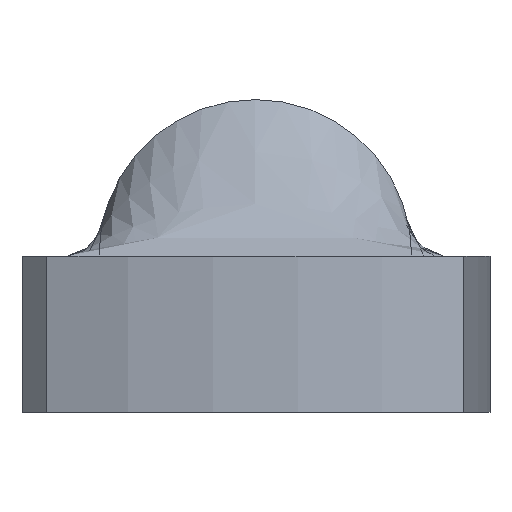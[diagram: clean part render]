
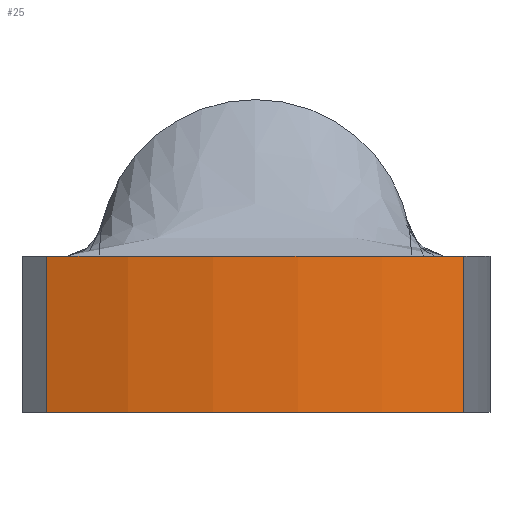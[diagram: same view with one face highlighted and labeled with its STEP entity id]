
A CAD part, front view. The second image highlights one B-rep face of the part: STEP entity #25.
In plain terms, the highlighted cylindrical face has radius 11 mm (diameter 22 mm), a partial arc.
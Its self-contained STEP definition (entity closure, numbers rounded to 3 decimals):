
#23 = DIRECTION ( 'NONE',  ( -1., 0., 0. ) ) ;
#25 = ADVANCED_FACE ( 'NONE', ( #672 ), #878, .T. ) ;
#61 = CARTESIAN_POINT ( 'NONE',  ( 4., -1006.247, 0. ) ) ;
#104 = VERTEX_POINT ( 'NONE', #643 ) ;
#146 = DIRECTION ( 'NONE',  ( 0., 0., 1. ) ) ;
#183 = CARTESIAN_POINT ( 'NONE',  ( 0., -996., -3. ) ) ;
#207 = DIRECTION ( 'NONE',  ( -1., 0., 0. ) ) ;
#220 = CARTESIAN_POINT ( 'NONE',  ( 0., -996., 0. ) ) ;
#242 = CARTESIAN_POINT ( 'NONE',  ( 4., -1006.247, -3. ) ) ;
#283 = CIRCLE ( 'NONE', #1032, 11. ) ;
#306 = AXIS2_PLACEMENT_3D ( 'NONE', #910, #477, #462 ) ;
#349 = VERTEX_POINT ( 'NONE', #242 ) ;
#361 = ORIENTED_EDGE ( 'NONE', *, *, #766, .F. ) ;
#455 = ORIENTED_EDGE ( 'NONE', *, *, #1104, .F. ) ;
#462 = DIRECTION ( 'NONE',  ( 1., 0., 0. ) ) ;
#477 = DIRECTION ( 'NONE',  ( 0., 0., 1. ) ) ;
#487 = EDGE_LOOP ( 'NONE', ( #1015, #361, #455, #790 ) ) ;
#533 = VERTEX_POINT ( 'NONE', #758 ) ;
#554 = EDGE_CURVE ( 'NONE', #349, #949, #815, .T. ) ;
#569 = CARTESIAN_POINT ( 'NONE',  ( 4., -1006.247, -3. ) ) ;
#602 = VECTOR ( 'NONE', #899, 1000. ) ;
#630 = CARTESIAN_POINT ( 'NONE',  ( -4., -1006.247, -3. ) ) ;
#643 = CARTESIAN_POINT ( 'NONE',  ( -4., -1006.247, -3. ) ) ;
#672 = FACE_OUTER_BOUND ( 'NONE', #487, .T. ) ;
#684 = CIRCLE ( 'NONE', #870, 11. ) ;
#727 = DIRECTION ( 'NONE',  ( 0., 0., -1. ) ) ;
#758 = CARTESIAN_POINT ( 'NONE',  ( -4., -1006.247, 0. ) ) ;
#766 = EDGE_CURVE ( 'NONE', #104, #533, #915, .T. ) ;
#790 = ORIENTED_EDGE ( 'NONE', *, *, #554, .T. ) ;
#796 = DIRECTION ( 'NONE',  ( 0., 0., -1. ) ) ;
#804 = EDGE_CURVE ( 'NONE', #949, #533, #283, .T. ) ;
#815 = LINE ( 'NONE', #569, #1110 ) ;
#870 = AXIS2_PLACEMENT_3D ( 'NONE', #183, #796, #23 ) ;
#878 = CYLINDRICAL_SURFACE ( 'NONE', #306, 11. ) ;
#899 = DIRECTION ( 'NONE',  ( 0., 0., 1. ) ) ;
#910 = CARTESIAN_POINT ( 'NONE',  ( 0., -996., -3. ) ) ;
#915 = LINE ( 'NONE', #630, #602 ) ;
#949 = VERTEX_POINT ( 'NONE', #61 ) ;
#1015 = ORIENTED_EDGE ( 'NONE', *, *, #804, .T. ) ;
#1032 = AXIS2_PLACEMENT_3D ( 'NONE', #220, #727, #207 ) ;
#1104 = EDGE_CURVE ( 'NONE', #349, #104, #684, .T. ) ;
#1110 = VECTOR ( 'NONE', #146, 1000. ) ;
